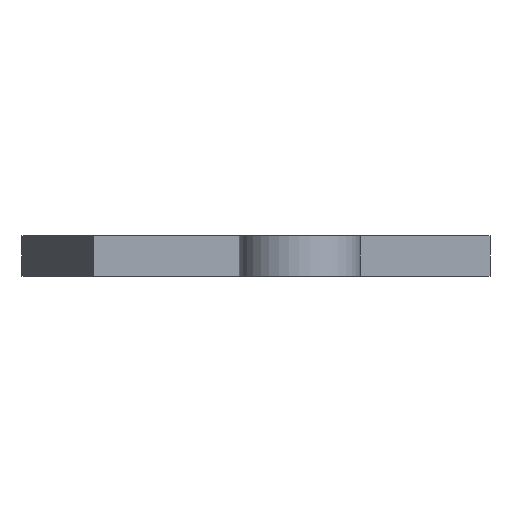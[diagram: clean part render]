
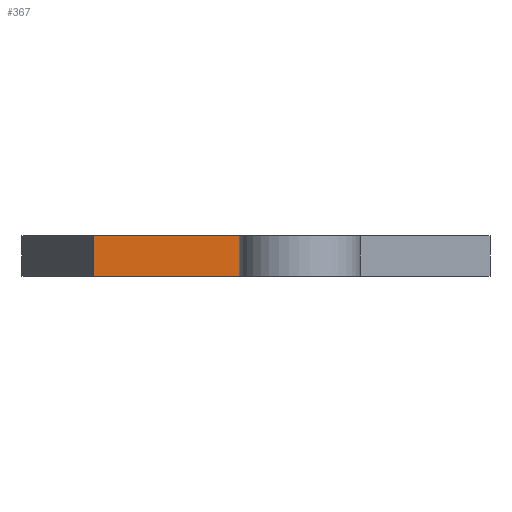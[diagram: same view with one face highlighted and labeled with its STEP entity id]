
A CAD part, left-side view. The second image highlights one B-rep face of the part: STEP entity #367.
In plain terms, the highlighted planar face has unit normal (-1, 0, 0).
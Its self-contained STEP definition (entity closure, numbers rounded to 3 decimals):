
#72 = PLANE('',#73);
#73 = AXIS2_PLACEMENT_3D('',#74,#75,#76);
#74 = CARTESIAN_POINT('',(13.882,15.577,10.));
#75 = DIRECTION('',(0.,0.,1.));
#76 = DIRECTION('',(1.,0.,0.));
#126 = PLANE('',#127);
#127 = AXIS2_PLACEMENT_3D('',#128,#129,#130);
#128 = CARTESIAN_POINT('',(13.882,15.577,0.));
#129 = DIRECTION('',(0.,0.,1.));
#130 = DIRECTION('',(1.,0.,0.));
#235 = PLANE('',#236);
#236 = AXIS2_PLACEMENT_3D('',#237,#238,#239);
#237 = CARTESIAN_POINT('',(-31.576,60.167,0.));
#238 = DIRECTION('',(0.,-1.,0.));
#239 = DIRECTION('',(-1.,0.,0.));
#297 = VERTEX_POINT('',#298);
#298 = CARTESIAN_POINT('',(-61.576,60.167,10.));
#319 = EDGE_CURVE('',#320,#297,#322,.T.);
#320 = VERTEX_POINT('',#321);
#321 = CARTESIAN_POINT('',(-61.576,60.167,0.));
#322 = SURFACE_CURVE('',#323,(#327,#334),.PCURVE_S1.);
#323 = LINE('',#324,#325);
#324 = CARTESIAN_POINT('',(-61.576,60.167,0.));
#325 = VECTOR('',#326,1.);
#326 = DIRECTION('',(0.,0.,1.));
#327 = PCURVE('',#235,#328);
#328 = DEFINITIONAL_REPRESENTATION('',(#329),#333);
#329 = LINE('',#330,#331);
#330 = CARTESIAN_POINT('',(30.,0.));
#331 = VECTOR('',#332,1.);
#332 = DIRECTION('',(0.,-1.));
#333 = ( GEOMETRIC_REPRESENTATION_CONTEXT(2) 
PARAMETRIC_REPRESENTATION_CONTEXT() REPRESENTATION_CONTEXT('2D SPACE',''
  ) );
#334 = PCURVE('',#335,#340);
#335 = PLANE('',#336);
#336 = AXIS2_PLACEMENT_3D('',#337,#338,#339);
#337 = CARTESIAN_POINT('',(-61.576,60.167,0.));
#338 = DIRECTION('',(1.,0.,0.));
#339 = DIRECTION('',(0.,-1.,0.));
#340 = DEFINITIONAL_REPRESENTATION('',(#341),#345);
#341 = LINE('',#342,#343);
#342 = CARTESIAN_POINT('',(0.,0.));
#343 = VECTOR('',#344,1.);
#344 = DIRECTION('',(0.,-1.));
#345 = ( GEOMETRIC_REPRESENTATION_CONTEXT(2) 
PARAMETRIC_REPRESENTATION_CONTEXT() REPRESENTATION_CONTEXT('2D SPACE',''
  ) );
#367 = ADVANCED_FACE('',(#368),#335,.F.);
#368 = FACE_BOUND('',#369,.F.);
#369 = EDGE_LOOP('',(#370,#371,#394,#422));
#370 = ORIENTED_EDGE('',*,*,#319,.T.);
#371 = ORIENTED_EDGE('',*,*,#372,.T.);
#372 = EDGE_CURVE('',#297,#373,#375,.T.);
#373 = VERTEX_POINT('',#374);
#374 = CARTESIAN_POINT('',(-61.576,24.167,10.));
#375 = SURFACE_CURVE('',#376,(#380,#387),.PCURVE_S1.);
#376 = LINE('',#377,#378);
#377 = CARTESIAN_POINT('',(-61.576,60.167,10.));
#378 = VECTOR('',#379,1.);
#379 = DIRECTION('',(0.,-1.,0.));
#380 = PCURVE('',#335,#381);
#381 = DEFINITIONAL_REPRESENTATION('',(#382),#386);
#382 = LINE('',#383,#384);
#383 = CARTESIAN_POINT('',(0.,-10.));
#384 = VECTOR('',#385,1.);
#385 = DIRECTION('',(1.,0.));
#386 = ( GEOMETRIC_REPRESENTATION_CONTEXT(2) 
PARAMETRIC_REPRESENTATION_CONTEXT() REPRESENTATION_CONTEXT('2D SPACE',''
  ) );
#387 = PCURVE('',#72,#388);
#388 = DEFINITIONAL_REPRESENTATION('',(#389),#393);
#389 = LINE('',#390,#391);
#390 = CARTESIAN_POINT('',(-75.457,44.589));
#391 = VECTOR('',#392,1.);
#392 = DIRECTION('',(0.,-1.));
#393 = ( GEOMETRIC_REPRESENTATION_CONTEXT(2) 
PARAMETRIC_REPRESENTATION_CONTEXT() REPRESENTATION_CONTEXT('2D SPACE',''
  ) );
#394 = ORIENTED_EDGE('',*,*,#395,.F.);
#395 = EDGE_CURVE('',#396,#373,#398,.T.);
#396 = VERTEX_POINT('',#397);
#397 = CARTESIAN_POINT('',(-61.576,24.167,0.));
#398 = SURFACE_CURVE('',#399,(#403,#410),.PCURVE_S1.);
#399 = LINE('',#400,#401);
#400 = CARTESIAN_POINT('',(-61.576,24.167,0.));
#401 = VECTOR('',#402,1.);
#402 = DIRECTION('',(0.,0.,1.));
#403 = PCURVE('',#335,#404);
#404 = DEFINITIONAL_REPRESENTATION('',(#405),#409);
#405 = LINE('',#406,#407);
#406 = CARTESIAN_POINT('',(36.,0.));
#407 = VECTOR('',#408,1.);
#408 = DIRECTION('',(0.,-1.));
#409 = ( GEOMETRIC_REPRESENTATION_CONTEXT(2) 
PARAMETRIC_REPRESENTATION_CONTEXT() REPRESENTATION_CONTEXT('2D SPACE',''
  ) );
#410 = PCURVE('',#411,#416);
#411 = CYLINDRICAL_SURFACE('',#412,15.);
#412 = AXIS2_PLACEMENT_3D('',#413,#414,#415);
#413 = CARTESIAN_POINT('',(-61.576,9.167,0.));
#414 = DIRECTION('',(-0.,-0.,-1.));
#415 = DIRECTION('',(1.,0.,0.));
#416 = DEFINITIONAL_REPRESENTATION('',(#417),#421);
#417 = LINE('',#418,#419);
#418 = CARTESIAN_POINT('',(-1.571,0.));
#419 = VECTOR('',#420,1.);
#420 = DIRECTION('',(-0.,-1.));
#421 = ( GEOMETRIC_REPRESENTATION_CONTEXT(2) 
PARAMETRIC_REPRESENTATION_CONTEXT() REPRESENTATION_CONTEXT('2D SPACE',''
  ) );
#422 = ORIENTED_EDGE('',*,*,#423,.F.);
#423 = EDGE_CURVE('',#320,#396,#424,.T.);
#424 = SURFACE_CURVE('',#425,(#429,#436),.PCURVE_S1.);
#425 = LINE('',#426,#427);
#426 = CARTESIAN_POINT('',(-61.576,60.167,0.));
#427 = VECTOR('',#428,1.);
#428 = DIRECTION('',(0.,-1.,0.));
#429 = PCURVE('',#335,#430);
#430 = DEFINITIONAL_REPRESENTATION('',(#431),#435);
#431 = LINE('',#432,#433);
#432 = CARTESIAN_POINT('',(0.,0.));
#433 = VECTOR('',#434,1.);
#434 = DIRECTION('',(1.,0.));
#435 = ( GEOMETRIC_REPRESENTATION_CONTEXT(2) 
PARAMETRIC_REPRESENTATION_CONTEXT() REPRESENTATION_CONTEXT('2D SPACE',''
  ) );
#436 = PCURVE('',#126,#437);
#437 = DEFINITIONAL_REPRESENTATION('',(#438),#442);
#438 = LINE('',#439,#440);
#439 = CARTESIAN_POINT('',(-75.457,44.589));
#440 = VECTOR('',#441,1.);
#441 = DIRECTION('',(0.,-1.));
#442 = ( GEOMETRIC_REPRESENTATION_CONTEXT(2) 
PARAMETRIC_REPRESENTATION_CONTEXT() REPRESENTATION_CONTEXT('2D SPACE',''
  ) );
